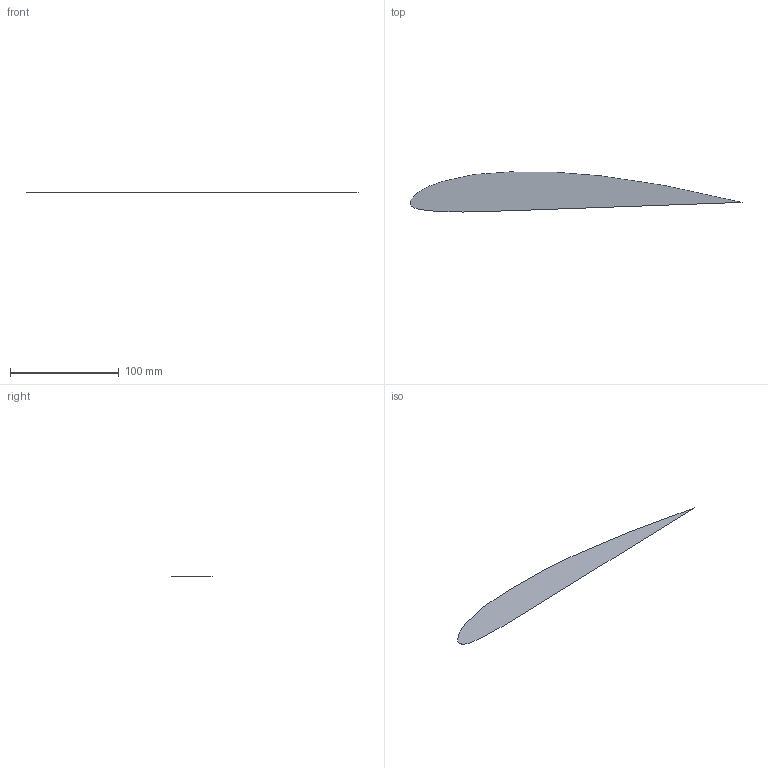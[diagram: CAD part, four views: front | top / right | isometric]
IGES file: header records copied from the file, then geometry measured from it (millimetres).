
Start section: DesignModeler IGES Output Version 5.3
Global section: file name: intro_airfoil.igs; native system:  By UGS Corp.; preprocessor: XPlus GENERIC/IGES 3.0; author: tdogan; organization:  ; date: 20130730.145521; units: metre
Bounding box: 304.81 x 36.78 x 0 mm (x, y, z)
Surface area: 7529 mm2 (no closed solid volume)
Topology: 0 solids, 0 shells, 1 faces, 8 edges, 8 vertices
Faces by surface type: extrusion 1
